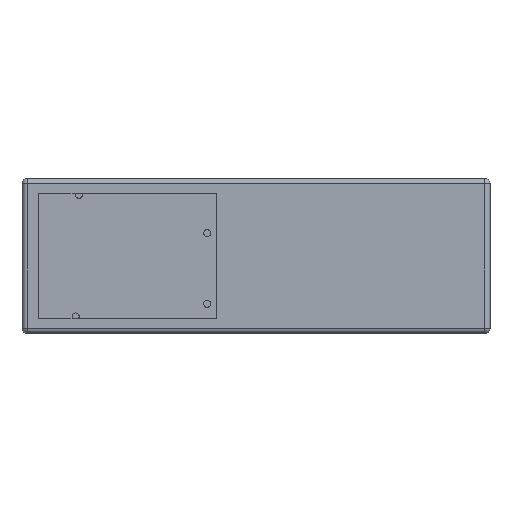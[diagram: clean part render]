
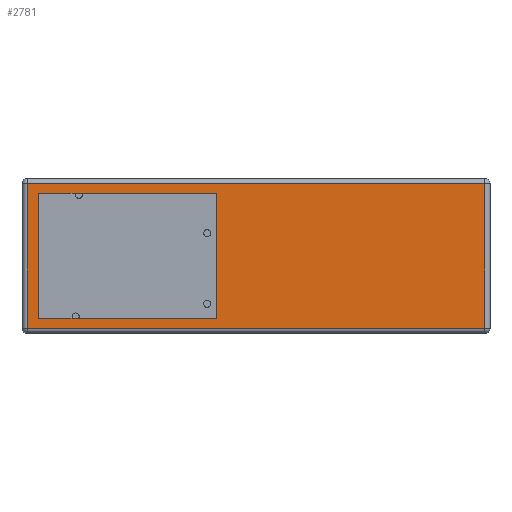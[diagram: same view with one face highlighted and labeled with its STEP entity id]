
A CAD part, top view. The second image highlights one B-rep face of the part: STEP entity #2781.
In plain terms, the highlighted planar face has unit normal (0, 0, 1).
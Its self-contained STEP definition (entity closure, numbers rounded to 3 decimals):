
#2708=CARTESIAN_POINT('',(70.,-0.8,13.222));
#2709=DIRECTION('',(0.,0.,1.));
#2710=DIRECTION('',(0.,-1.,0.));
#2711=AXIS2_PLACEMENT_3D('',#2708,#2709,#2710);
#2712=PLANE('',#2711);
#2713=CARTESIAN_POINT('',(77.578,87.137,13.222));
#2714=VERTEX_POINT('',#2713);
#2715=CARTESIAN_POINT('',(258.774,87.137,13.222));
#2716=VERTEX_POINT('',#2715);
#2717=CARTESIAN_POINT('',(77.578,87.137,13.222));
#2718=DIRECTION('',(1.,0.,0.));
#2719=VECTOR('',#2718,181.196);
#2720=LINE('',#2717,#2719);
#2721=EDGE_CURVE('',#2714,#2716,#2720,.T.);
#2722=ORIENTED_EDGE('',*,*,#2721,.T.);
#2723=CARTESIAN_POINT('',(258.774,144.333,13.222));
#2724=VERTEX_POINT('',#2723);
#2725=CARTESIAN_POINT('',(258.774,87.137,13.222));
#2726=DIRECTION('',(0.,1.,0.));
#2727=VECTOR('',#2726,57.196);
#2728=LINE('',#2725,#2727);
#2729=EDGE_CURVE('',#2716,#2724,#2728,.T.);
#2730=ORIENTED_EDGE('',*,*,#2729,.T.);
#2731=CARTESIAN_POINT('',(77.578,144.333,13.222));
#2732=VERTEX_POINT('',#2731);
#2733=CARTESIAN_POINT('',(258.774,144.333,13.222));
#2734=DIRECTION('',(-1.,0.,0.));
#2735=VECTOR('',#2734,181.196);
#2736=LINE('',#2733,#2735);
#2737=EDGE_CURVE('',#2724,#2732,#2736,.T.);
#2738=ORIENTED_EDGE('',*,*,#2737,.T.);
#2739=CARTESIAN_POINT('',(77.578,144.333,13.222));
#2740=DIRECTION('',(0.,-1.,0.));
#2741=VECTOR('',#2740,57.196);
#2742=LINE('',#2739,#2741);
#2743=EDGE_CURVE('',#2732,#2714,#2742,.T.);
#2744=ORIENTED_EDGE('',*,*,#2743,.T.);
#2745=EDGE_LOOP('',(#2722,#2730,#2738,#2744));
#2746=FACE_BOUND('',#2745,.T.);
#2747=CARTESIAN_POINT('',(152.558,91.012,13.222));
#2748=VERTEX_POINT('',#2747);
#2749=CARTESIAN_POINT('',(82.258,91.012,13.222));
#2750=VERTEX_POINT('',#2749);
#2751=CARTESIAN_POINT('',(152.558,91.012,13.222));
#2752=DIRECTION('',(-1.,-0.,0.));
#2753=VECTOR('',#2752,70.3);
#2754=LINE('',#2751,#2753);
#2755=EDGE_CURVE('',#2748,#2750,#2754,.T.);
#2756=ORIENTED_EDGE('',*,*,#2755,.T.);
#2757=CARTESIAN_POINT('',(82.258,140.512,13.222));
#2758=VERTEX_POINT('',#2757);
#2759=CARTESIAN_POINT('',(82.258,91.012,13.222));
#2760=DIRECTION('',(-0.,1.,0.));
#2761=VECTOR('',#2760,49.5);
#2762=LINE('',#2759,#2761);
#2763=EDGE_CURVE('',#2750,#2758,#2762,.T.);
#2764=ORIENTED_EDGE('',*,*,#2763,.T.);
#2765=CARTESIAN_POINT('',(152.558,140.512,13.222));
#2766=VERTEX_POINT('',#2765);
#2767=CARTESIAN_POINT('',(82.258,140.512,13.222));
#2768=DIRECTION('',(1.,0.,-0.));
#2769=VECTOR('',#2768,70.3);
#2770=LINE('',#2767,#2769);
#2771=EDGE_CURVE('',#2758,#2766,#2770,.T.);
#2772=ORIENTED_EDGE('',*,*,#2771,.T.);
#2773=CARTESIAN_POINT('',(152.558,140.512,13.222));
#2774=DIRECTION('',(0.,-1.,0.));
#2775=VECTOR('',#2774,49.5);
#2776=LINE('',#2773,#2775);
#2777=EDGE_CURVE('',#2766,#2748,#2776,.T.);
#2778=ORIENTED_EDGE('',*,*,#2777,.T.);
#2779=EDGE_LOOP('',(#2756,#2764,#2772,#2778));
#2780=FACE_BOUND('',#2779,.T.);
#2781=ADVANCED_FACE('',(#2746,#2780),#2712,.T.);
